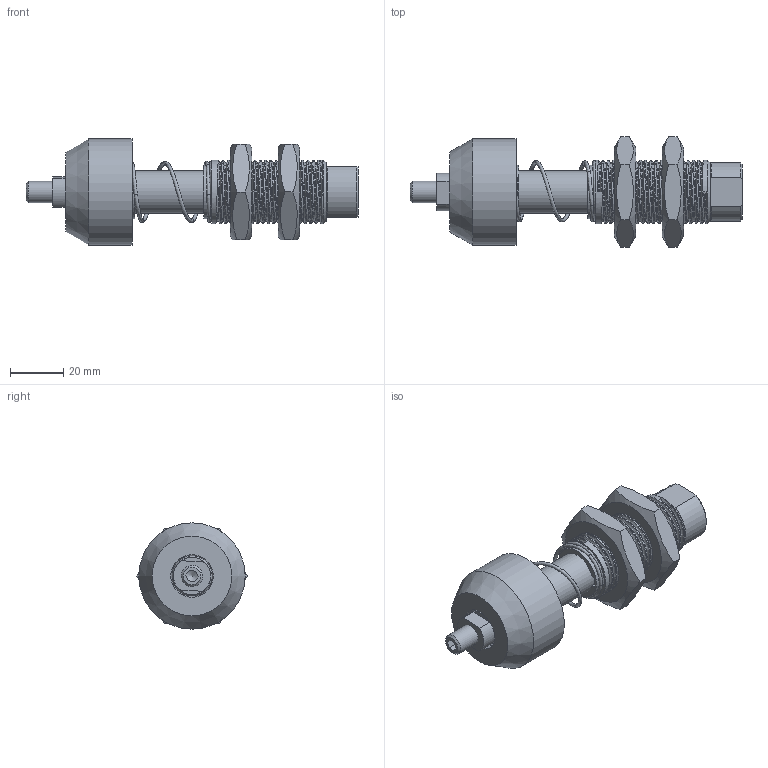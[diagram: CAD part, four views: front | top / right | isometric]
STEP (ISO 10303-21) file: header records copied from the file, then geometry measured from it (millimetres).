
FILE_DESCRIPTION(/* description */ (''),/* implementation_level */ '2;1');
FILE_NAME(/* name */ 'TPGC990008.stp',/* time_stamp */ '2020-06-05T10:15:35+02:00',/* author */ ('jve'),/* organization */ (''),/* preprocessor_version */ 'ST-DEVELOPER v17.2',/* originating_system */ 'Autodesk Inventor 2019',/* authorisation */ '');
FILE_SCHEMA (('CONFIG_CONTROL_DESIGN'));
Length unit declared in the file: millimetre
Products named in the file (15): TPGC990008; E0119538; M50026; E0077896; 70.5000035; 78.0015530; M44665; Compress Spring; Compress Spring11; E0070922; 60.1200124; E0123210; E0123347; E0123206; 53.2208025
Assembly tree (15 placements, depth 5):
  TPGC990008
    E0119538
      M50026
      E0077896
      70.5000035
      78.0015530
      M44665
        Compress Spring
          Compress Spring11
      E0070922
      60.1200124  x2
      E0123210
      E0123347
        E0123206
        53.2208025
Bounding box: 124.87 x 41.57 x 40 mm (x, y, z)
Volume: 66211 mm3; surface area: 35376.3 mm2
Topology: 11 solids, 11 shells, 179 faces, 477 edges, 327 vertices
Faces by surface type: cylinder 72, plane 61, cone 25, bspline 13, torus 7, sphere 1
Full cylindrical faces by diameter (mm): 2.5 x2, 6.647 x1, 7 x1, 8 x2, 8.5 x1, 14 x1, 16 x2, 20 x2, 20.752 x2, 22 x19, 24 x21, 26 x1, 35 x3, 37 x1, 40 x1
Entity records: 10641 total; most frequent: CARTESIAN_POINT 6017, ORIENTED_EDGE 884, DIRECTION 856, EDGE_CURVE 442, AXIS2_PLACEMENT_3D 356, VERTEX_POINT 306, EDGE_LOOP 190, CIRCLE 173
